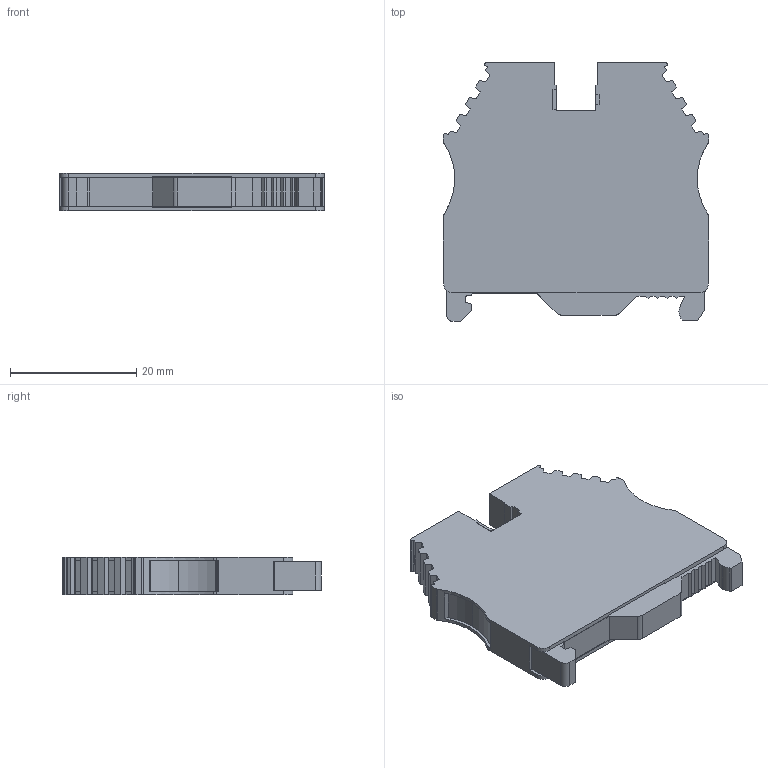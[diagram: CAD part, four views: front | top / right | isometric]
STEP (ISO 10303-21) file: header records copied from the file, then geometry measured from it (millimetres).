
FILE_DESCRIPTION (( 'STEP AP214' ), '1' );
FILE_NAME ('334120_AVK 2.5_4T.STP', '2015-08-06T13:27:11', ( '' ), ( '' ), 'SwSTEP 2.0', 'SolidWorks 2015', '' );
FILE_SCHEMA (( 'AUTOMOTIVE_DESIGN' ));
Length unit declared in the file: millimetre
Products named in the file (1): 334120_AVK 2.5_4T
Bounding box: 42 x 41 x 6 mm (x, y, z)
Volume: 8323.2 mm3; surface area: 4284.6 mm2
Topology: 1 solids, 1 shells, 265 faces, 748 edges, 488 vertices
Faces by surface type: plane 193, cylinder 72
Entity records: 9949 total; most frequent: CARTESIAN_POINT 1502, ORIENTED_EDGE 1496, DIRECTION 1430, EDGE_CURVE 748, LINE 598, VECTOR 598, VERTEX_POINT 488, AXIS2_PLACEMENT_3D 416
